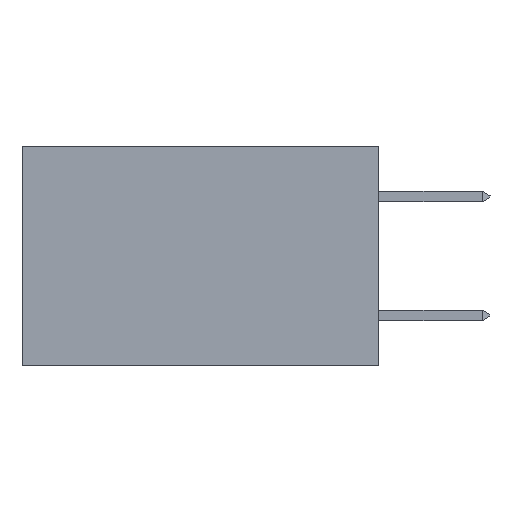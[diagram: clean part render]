
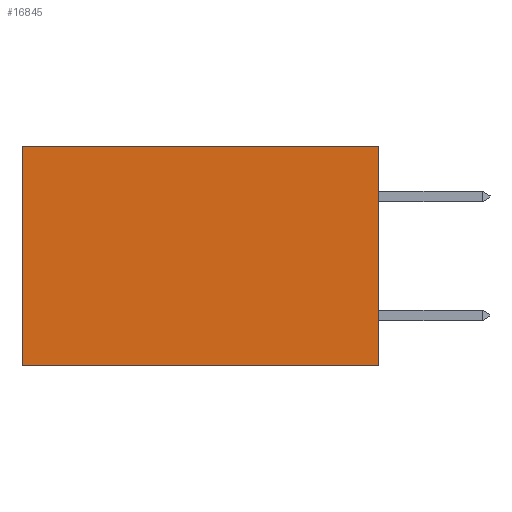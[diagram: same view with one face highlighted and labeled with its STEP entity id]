
A CAD part, left-side view. The second image highlights one B-rep face of the part: STEP entity #16845.
In plain terms, the highlighted planar face has unit normal (-1, 0, 0).
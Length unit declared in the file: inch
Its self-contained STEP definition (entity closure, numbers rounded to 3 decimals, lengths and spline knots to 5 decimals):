
#676 = LINE ( 'NONE', #7387, #5579 ) ;
#1204 = ORIENTED_EDGE ( 'NONE', *, *, #4393, .T. ) ;
#1222 = DIRECTION ( 'NONE',  ( 0., 1., 0. ) ) ;
#1454 = DIRECTION ( 'NONE',  ( 0., 0., -1. ) ) ;
#1662 = FACE_OUTER_BOUND ( 'NONE', #6350, .T. ) ;
#2531 = DIRECTION ( 'NONE',  ( 0., 0., -1. ) ) ;
#3003 = VECTOR ( 'NONE', #2531, 39.37008 ) ;
#3073 = VERTEX_POINT ( 'NONE', #4339 ) ;
#3348 = ORIENTED_EDGE ( 'NONE', *, *, #13561, .T. ) ;
#4339 = CARTESIAN_POINT ( 'NONE',  ( 0.2615, 0., 0. ) ) ;
#4393 = EDGE_CURVE ( 'NONE', #3073, #7777, #676, .T. ) ;
#5579 = VECTOR ( 'NONE', #14347, 39.37008 ) ;
#5600 = CARTESIAN_POINT ( 'NONE',  ( 0.2615, 0., -0.37 ) ) ;
#5703 = DIRECTION ( 'NONE',  ( 1., 0., 0. ) ) ;
#6350 = EDGE_LOOP ( 'NONE', ( #3348, #15344, #16995, #1204 ) ) ;
#6482 = EDGE_CURVE ( 'NONE', #10860, #10710, #12032, .T. ) ;
#6661 = LINE ( 'NONE', #15922, #3003 ) ;
#6783 = CARTESIAN_POINT ( 'NONE',  ( 0.2615, 0.6, 0. ) ) ;
#7387 = CARTESIAN_POINT ( 'NONE',  ( 0.2615, 0., 0. ) ) ;
#7777 = VERTEX_POINT ( 'NONE', #6783 ) ;
#8010 = CARTESIAN_POINT ( 'NONE',  ( 0.2615, 0.6, -0.37 ) ) ;
#8095 = CARTESIAN_POINT ( 'NONE',  ( 0.2615, 0.6, -0.37 ) ) ;
#8386 = PLANE ( 'NONE',  #14598 ) ;
#9756 = VECTOR ( 'NONE', #1454, 39.37008 ) ;
#10695 = LINE ( 'NONE', #8095, #9756 ) ;
#10710 = VERTEX_POINT ( 'NONE', #8010 ) ;
#10860 = VERTEX_POINT ( 'NONE', #5600 ) ;
#12032 = LINE ( 'NONE', #14887, #13744 ) ;
#12578 = EDGE_CURVE ( 'NONE', #3073, #10860, #6661, .T. ) ;
#13561 = EDGE_CURVE ( 'NONE', #7777, #10710, #10695, .T. ) ;
#13744 = VECTOR ( 'NONE', #1222, 39.37008 ) ;
#13825 = CARTESIAN_POINT ( 'NONE',  ( 0.2615, 0., -0.37 ) ) ;
#14347 = DIRECTION ( 'NONE',  ( 0., 1., 0. ) ) ;
#14598 = AXIS2_PLACEMENT_3D ( 'NONE', #13825, #5703, #16584 ) ;
#14887 = CARTESIAN_POINT ( 'NONE',  ( 0.2615, 0., -0.37 ) ) ;
#15344 = ORIENTED_EDGE ( 'NONE', *, *, #6482, .F. ) ;
#15922 = CARTESIAN_POINT ( 'NONE',  ( 0.2615, 0., -0.37 ) ) ;
#16584 = DIRECTION ( 'NONE',  ( 0., 0., -1. ) ) ;
#16845 = ADVANCED_FACE ( 'NONE', ( #1662 ), #8386, .F. ) ;
#16995 = ORIENTED_EDGE ( 'NONE', *, *, #12578, .F. ) ;
